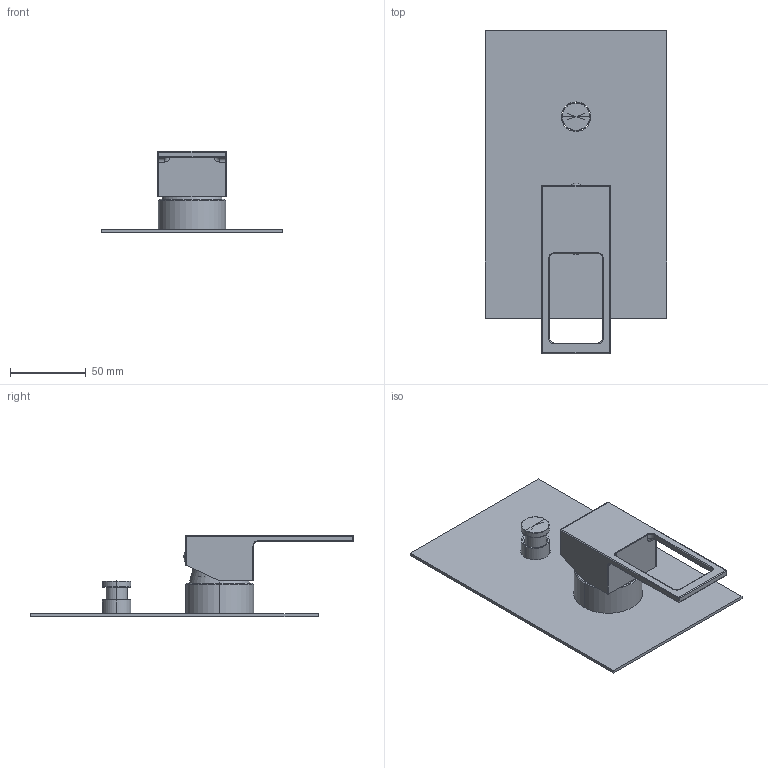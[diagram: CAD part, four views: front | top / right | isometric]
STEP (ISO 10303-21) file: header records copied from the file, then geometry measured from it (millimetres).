
FILE_DESCRIPTION((''),'2;1');
FILE_NAME('EF015CRM','2021-01-13T16:40:01',('ut3'),('PAFFONI SpA'),'CREO PARAMETRIC BY PTC INC, 2020044','CREO PARAMETRIC BY PTC INC, 2020044','');
FILE_SCHEMA(('CONFIG_CONTROL_DESIGN','SHAPE_APPEARANCE_LAYERS_GROUPS'));
Length unit declared in the file: millimetre
Products named in the file (1): EF015CRM
Bounding box: 120 x 213.5 x 53.6 mm (x, y, z)
Volume: 87867.3 mm3; surface area: 83195.6 mm2
Topology: 5 solids, 5 shells, 889 faces, 2372 edges, 1506 vertices
Faces by surface type: plane 557, cylinder 204, torus 78, cone 36, sphere 8, bspline 6
Entity records: 37900 total; most frequent: CARTESIAN_POINT 9615, ORIENTED_EDGE 4736, DIRECTION 4424, EDGE_CURVE 2368, VERTEX_POINT 1506, AXIS2_PLACEMENT_3D 1505, VECTOR 1414, LINE 1414
